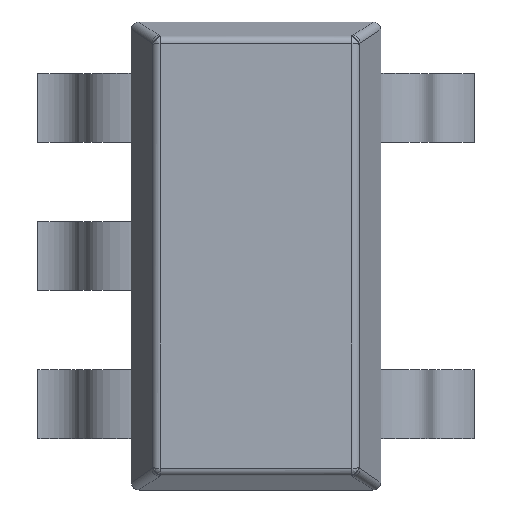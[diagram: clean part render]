
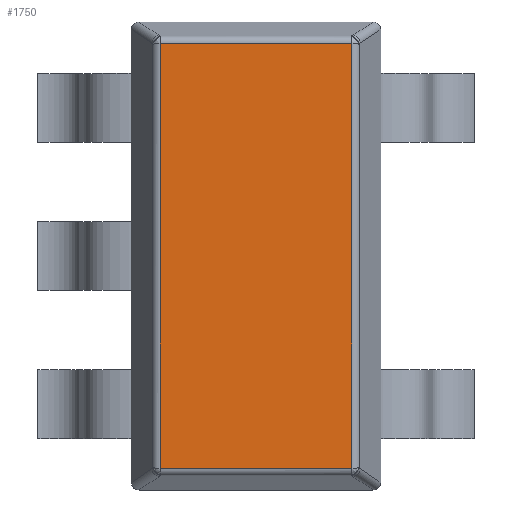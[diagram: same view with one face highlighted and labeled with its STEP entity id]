
A CAD part, top view. The second image highlights one B-rep face of the part: STEP entity #1750.
In plain terms, the highlighted face is planar.
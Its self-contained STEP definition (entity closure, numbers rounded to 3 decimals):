
#48 = VERTEX_POINT('',#49);
#49 = CARTESIAN_POINT('',(-0.615,1.,0.139));
#341 = EDGE_CURVE('',#48,#342,#344,.T.);
#342 = VERTEX_POINT('',#343);
#343 = CARTESIAN_POINT('',(0.615,1.,0.139));
#344 = LINE('',#345,#346);
#345 = CARTESIAN_POINT('',(-0.65,1.,0.139));
#346 = VECTOR('',#347,1.);
#347 = DIRECTION('',(1.,0.,0.));
#1750 = ADVANCED_FACE('',(#1751),#1776,.T.);
#1751 = FACE_BOUND('',#1752,.T.);
#1752 = EDGE_LOOP('',(#1753,#1754,#1762,#1770));
#1753 = ORIENTED_EDGE('',*,*,#341,.F.);
#1754 = ORIENTED_EDGE('',*,*,#1755,.T.);
#1755 = EDGE_CURVE('',#48,#1756,#1758,.T.);
#1756 = VERTEX_POINT('',#1757);
#1757 = CARTESIAN_POINT('',(-0.615,1.,2.861));
#1758 = LINE('',#1759,#1760);
#1759 = CARTESIAN_POINT('',(-0.615,1.,0.1));
#1760 = VECTOR('',#1761,1.);
#1761 = DIRECTION('',(0.,0.,1.));
#1762 = ORIENTED_EDGE('',*,*,#1763,.T.);
#1763 = EDGE_CURVE('',#1756,#1764,#1766,.T.);
#1764 = VERTEX_POINT('',#1765);
#1765 = CARTESIAN_POINT('',(0.615,1.,2.861));
#1766 = LINE('',#1767,#1768);
#1767 = CARTESIAN_POINT('',(-0.65,1.,2.861));
#1768 = VECTOR('',#1769,1.);
#1769 = DIRECTION('',(1.,0.,0.));
#1770 = ORIENTED_EDGE('',*,*,#1771,.F.);
#1771 = EDGE_CURVE('',#342,#1764,#1772,.T.);
#1772 = LINE('',#1773,#1774);
#1773 = CARTESIAN_POINT('',(0.615,1.,0.1));
#1774 = VECTOR('',#1775,1.);
#1775 = DIRECTION('',(0.,0.,1.));
#1776 = PLANE('',#1777);
#1777 = AXIS2_PLACEMENT_3D('',#1778,#1779,#1780);
#1778 = CARTESIAN_POINT('',(-0.65,1.,0.));
#1779 = DIRECTION('',(0.,1.,0.));
#1780 = DIRECTION('',(1.,0.,0.));
